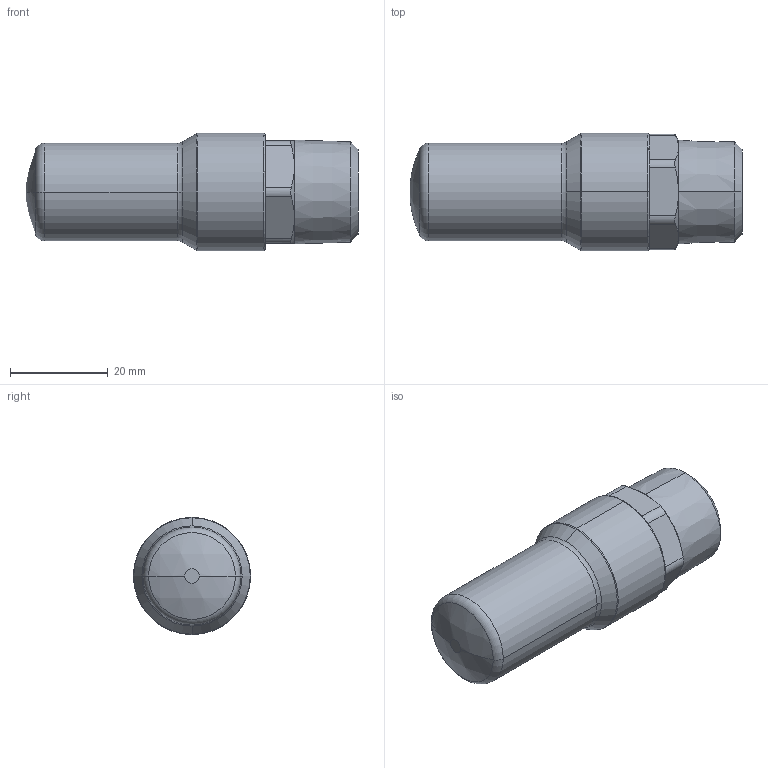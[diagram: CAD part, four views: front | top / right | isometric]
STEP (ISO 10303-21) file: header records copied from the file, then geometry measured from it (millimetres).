
FILE_DESCRIPTION (( 'STEP AP214' ), '1' );
FILE_NAME ('AN40-04.step.step', '2012-01-30T09:56:10', ( 'sysAdmin' ), ( 'SolidWorks' ), 'SwSTEP 2.0', 'SolidWorks 2012', '' );
FILE_SCHEMA (( 'AUTOMOTIVE_DESIGN' ));
Length unit declared in the file: millimetre
Products named in the file (2): AN40-04.step_AN Body_40-04; AN40-04.step
Assembly tree (1 placements, depth 2):
  AN40-04.step
    AN40-04.step_AN Body_40-04
Bounding box: 68 x 24 x 24 mm (x, y, z)
Volume: 21935.7 mm3; surface area: 5659.8 mm2
Topology: 1 solids, 1 shells, 52 faces, 118 edges, 70 vertices
Faces by surface type: plane 22, cylinder 12, torus 8, cone 8, sphere 2
Entity records: 1614 total; most frequent: CARTESIAN_POINT 354, DIRECTION 288, ORIENTED_EDGE 236, AXIS2_PLACEMENT_3D 128, EDGE_CURVE 118, CIRCLE 72, VERTEX_POINT 70, EDGE_LOOP 54
